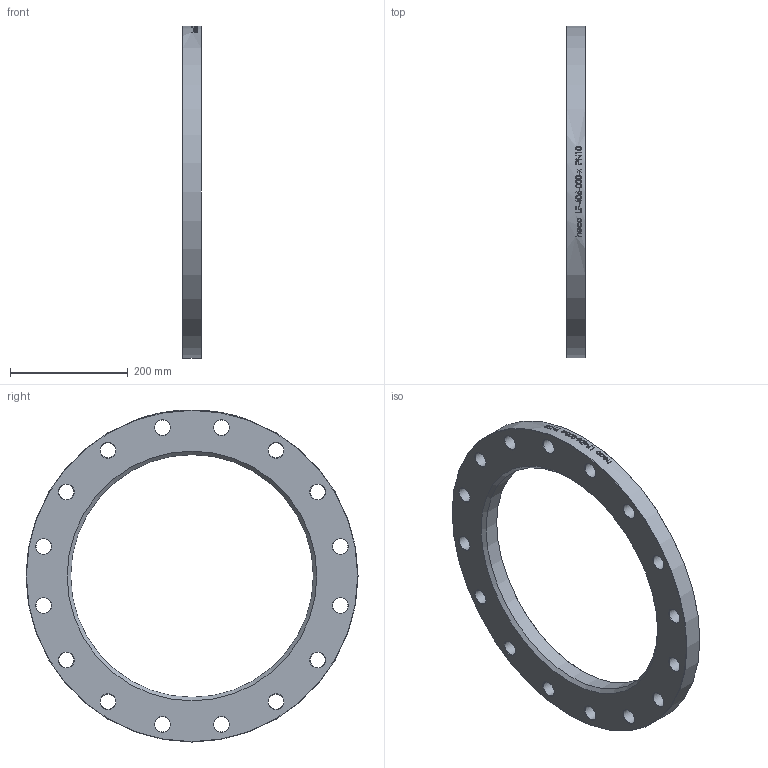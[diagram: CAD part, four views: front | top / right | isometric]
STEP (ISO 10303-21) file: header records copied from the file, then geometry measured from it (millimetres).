
FILE_DESCRIPTION (( 'STEP AP214' ), '1' );
FILE_NAME ('LF-406-000-x Loser Flansch PN10 2101.STEP', '2021-01-20T09:00:08', ( '' ), ( '' ), 'SwSTEP 2.0', 'SolidWorks 2019', '' );
FILE_SCHEMA (( 'AUTOMOTIVE_DESIGN' ));
Length unit declared in the file: millimetre
Products named in the file (1): LF-406-000-x Loser Flansch PN10 2101
Bounding box: 32 x 565 x 565 mm (x, y, z)
Volume: 3439484.4 mm3; surface area: 349966.5 mm2
Topology: 1 solids, 1 shells, 86 faces, 335 edges, 280 vertices
Faces by surface type: cylinder 48, cone 36, plane 2
Full cylindrical faces by diameter (mm): 26 x16, 413 x1, 565 x1
Entity records: 8174 total; most frequent: CARTESIAN_POINT 5373, ORIENTED_EDGE 520, DIRECTION 431, EDGE_CURVE 260, VERTEX_POINT 260, EDGE_LOOP 204, AXIS2_PLACEMENT_3D 199, B_SPLINE_CURVE_WITH_KNOTS 115
